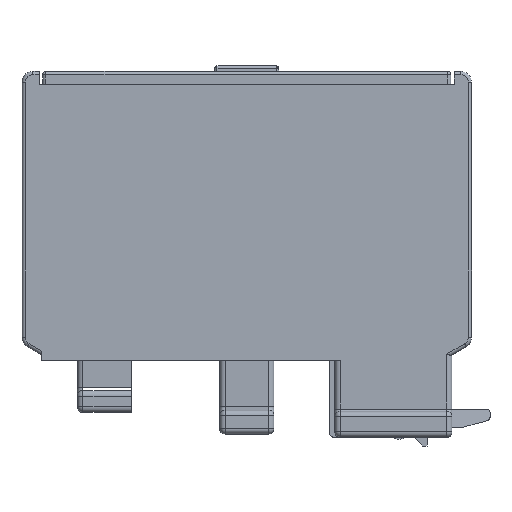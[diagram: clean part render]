
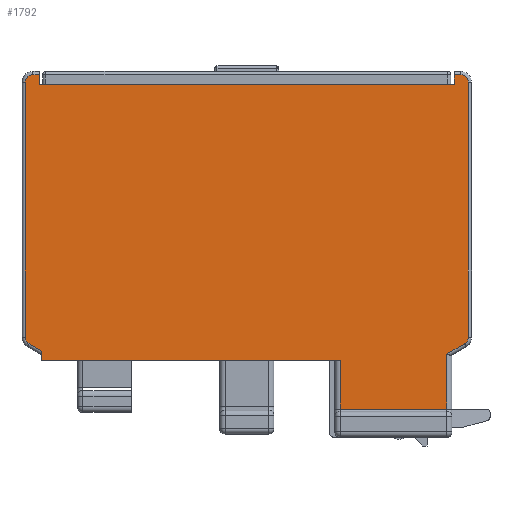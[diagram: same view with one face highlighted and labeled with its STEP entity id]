
A CAD part, left-side view. The second image highlights one B-rep face of the part: STEP entity #1792.
In plain terms, the highlighted planar face has unit normal (-1, 0, 0).
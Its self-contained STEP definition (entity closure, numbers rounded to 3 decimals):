
#1050=CIRCLE('',#19431,0.7);
#1056=CIRCLE('',#19439,0.7);
#1063=CIRCLE('',#19451,0.7);
#1170=CIRCLE('',#19698,0.7);
#1792=ADVANCED_FACE('',(#2941),#2374,.T.);
#2374=PLANE('',#19793);
#2941=FACE_OUTER_BOUND('',#3712,.T.);
#3712=EDGE_LOOP('',(#6034,#6035,#6036,#6037,#6038,#6039,#6040,#6041,#6042,
#6043,#6044,#6045,#6046,#6047,#6048,#6049,#6050,#6051));
#6034=ORIENTED_EDGE('',*,*,#12087,.F.);
#6035=ORIENTED_EDGE('',*,*,#12100,.F.);
#6036=ORIENTED_EDGE('',*,*,#12102,.F.);
#6037=ORIENTED_EDGE('',*,*,#12563,.F.);
#6038=ORIENTED_EDGE('',*,*,#12750,.T.);
#6039=ORIENTED_EDGE('',*,*,#12751,.T.);
#6040=ORIENTED_EDGE('',*,*,#12633,.T.);
#6041=ORIENTED_EDGE('',*,*,#11960,.F.);
#6042=ORIENTED_EDGE('',*,*,#12565,.F.);
#6043=ORIENTED_EDGE('',*,*,#12083,.F.);
#6044=ORIENTED_EDGE('',*,*,#12079,.F.);
#6045=ORIENTED_EDGE('',*,*,#12109,.F.);
#6046=ORIENTED_EDGE('',*,*,#12256,.T.);
#6047=ORIENTED_EDGE('',*,*,#12404,.F.);
#6048=ORIENTED_EDGE('',*,*,#12476,.F.);
#6049=ORIENTED_EDGE('',*,*,#12481,.F.);
#6050=ORIENTED_EDGE('',*,*,#12752,.F.);
#6051=ORIENTED_EDGE('',*,*,#12753,.F.);
#9477=VERTEX_POINT('',#27341);
#9479=VERTEX_POINT('',#27344);
#9591=VERTEX_POINT('',#27627);
#9592=VERTEX_POINT('',#27629);
#9593=VERTEX_POINT('',#27633);
#9595=VERTEX_POINT('',#27639);
#9597=VERTEX_POINT('',#27643);
#9606=VERTEX_POINT('',#27669);
#9608=VERTEX_POINT('',#27674);
#9611=VERTEX_POINT('',#27686);
#9732=VERTEX_POINT('',#28004);
#9859=VERTEX_POINT('',#28320);
#9916=VERTEX_POINT('',#28457);
#9918=VERTEX_POINT('',#28466);
#9976=VERTEX_POINT('',#28629);
#10016=VERTEX_POINT('',#28768);
#10113=VERTEX_POINT('',#29004);
#10114=VERTEX_POINT('',#29007);
#11960=EDGE_CURVE('',#9477,#9479,#14919,.T.);
#12079=EDGE_CURVE('',#9591,#9592,#1050,.T.);
#12083=EDGE_CURVE('',#9592,#9593,#14994,.T.);
#12087=EDGE_CURVE('',#9597,#9595,#1056,.T.);
#12100=EDGE_CURVE('',#9606,#9597,#15002,.T.);
#12102=EDGE_CURVE('',#9608,#9606,#1063,.T.);
#12109=EDGE_CURVE('',#9611,#9591,#15006,.T.);
#12256=EDGE_CURVE('',#9611,#9732,#15101,.T.);
#12404=EDGE_CURVE('',#9859,#9732,#15216,.T.);
#12476=EDGE_CURVE('',#9916,#9859,#15252,.T.);
#12481=EDGE_CURVE('',#9918,#9916,#15254,.T.);
#12563=EDGE_CURVE('',#9976,#9608,#15309,.T.);
#12565=EDGE_CURVE('',#9593,#9477,#1170,.T.);
#12633=EDGE_CURVE('',#10016,#9479,#15340,.T.);
#12750=EDGE_CURVE('',#9976,#10113,#15450,.T.);
#12751=EDGE_CURVE('',#10113,#10016,#15451,.T.);
#12752=EDGE_CURVE('',#10114,#9918,#15452,.T.);
#12753=EDGE_CURVE('',#9595,#10114,#15453,.T.);
#14919=LINE('',#27343,#17202);
#14994=LINE('',#27636,#17277);
#15002=LINE('',#27670,#17285);
#15006=LINE('',#27687,#17289);
#15101=LINE('',#28005,#17384);
#15216=LINE('',#28321,#17499);
#15252=LINE('',#28459,#17535);
#15254=LINE('',#28467,#17537);
#15309=LINE('',#28630,#17592);
#15340=LINE('',#28767,#17623);
#15450=LINE('',#29003,#17733);
#15451=LINE('',#29005,#17734);
#15452=LINE('',#29006,#17735);
#15453=LINE('',#29008,#17736);
#17202=VECTOR('',#21690,1.);
#17277=VECTOR('',#21897,1.);
#17285=VECTOR('',#21933,1.);
#17289=VECTOR('',#21953,1.);
#17384=VECTOR('',#22214,1.);
#17499=VECTOR('',#22453,1.);
#17535=VECTOR('',#22577,1.);
#17537=VECTOR('',#22589,1.);
#17592=VECTOR('',#22736,1.);
#17623=VECTOR('',#22901,1.);
#17733=VECTOR('',#23069,1.);
#17734=VECTOR('',#23070,1.);
#17735=VECTOR('',#23071,1.);
#17736=VECTOR('',#23072,1.);
#19431=AXIS2_PLACEMENT_3D('',#27628,#21888,#21889);
#19439=AXIS2_PLACEMENT_3D('',#27644,#21906,#21907);
#19451=AXIS2_PLACEMENT_3D('',#27675,#21938,#21939);
#19698=AXIS2_PLACEMENT_3D('',#28633,#22740,#22741);
#19793=AXIS2_PLACEMENT_3D('',#29009,#23073,#23074);
#21690=DIRECTION('',(0.,-1.,0.));
#21888=DIRECTION('',(1.,0.,0.));
#21889=DIRECTION('',(0.,0.866,-0.5));
#21897=DIRECTION('',(0.,0.,1.));
#21906=DIRECTION('',(1.,0.,0.));
#21907=DIRECTION('',(0.,-0.866,-0.5));
#21933=DIRECTION('',(0.,0.,-1.));
#21938=DIRECTION('',(1.,0.,0.));
#21939=DIRECTION('',(0.,-0.707,0.707));
#21953=DIRECTION('',(0.,0.866,0.5));
#22214=DIRECTION('',(0.,0.,-1.));
#22453=DIRECTION('',(0.,1.,0.));
#22577=DIRECTION('',(0.,0.,1.));
#22589=DIRECTION('',(0.,1.,0.));
#22736=DIRECTION('',(0.,-1.,0.));
#22740=DIRECTION('',(1.,0.,0.));
#22741=DIRECTION('',(0.,0.707,0.707));
#22901=DIRECTION('',(0.,0.,1.));
#23069=DIRECTION('',(0.,0.,-1.));
#23070=DIRECTION('',(0.,1.,0.));
#23071=DIRECTION('',(0.,0.,-1.));
#23072=DIRECTION('',(0.,0.866,-0.5));
#23073=DIRECTION('',(-1.,0.,0.));
#23074=DIRECTION('',(0.,0.,1.));
#27341=CARTESIAN_POINT('',(-10.8,19.7,26.3));
#27343=CARTESIAN_POINT('',(-10.8,19.7,26.3));
#27344=CARTESIAN_POINT('',(-10.8,19.091,26.3));
#27627=CARTESIAN_POINT('',(-10.8,20.05,1.51));
#27628=CARTESIAN_POINT('',(-10.8,19.7,2.116));
#27629=CARTESIAN_POINT('',(-10.8,20.4,2.116));
#27633=CARTESIAN_POINT('',(-10.8,20.4,25.6));
#27636=CARTESIAN_POINT('',(-10.8,20.4,2.116));
#27639=CARTESIAN_POINT('',(-10.8,-20.05,1.51));
#27643=CARTESIAN_POINT('',(-10.8,-20.4,2.116));
#27644=CARTESIAN_POINT('',(-10.8,-19.7,2.116));
#27669=CARTESIAN_POINT('',(-10.8,-20.4,25.6));
#27670=CARTESIAN_POINT('',(-10.8,-20.4,25.6));
#27674=CARTESIAN_POINT('',(-10.8,-19.7,26.3));
#27675=CARTESIAN_POINT('',(-10.8,-19.7,25.6));
#27686=CARTESIAN_POINT('',(-10.8,18.9,0.846));
#27687=CARTESIAN_POINT('',(-10.8,18.9,0.846));
#28004=CARTESIAN_POINT('',(-10.8,18.9,0.));
#28005=CARTESIAN_POINT('',(-10.8,18.9,0.846));
#28320=CARTESIAN_POINT('',(-10.8,-8.6,0.));
#28321=CARTESIAN_POINT('',(-10.8,-8.6,0.));
#28457=CARTESIAN_POINT('',(-10.8,-8.6,-4.5));
#28459=CARTESIAN_POINT('',(-10.8,-8.6,-4.6));
#28466=CARTESIAN_POINT('',(-10.8,-18.4,-4.5));
#28467=CARTESIAN_POINT('',(-10.8,-18.4,-4.5));
#28629=CARTESIAN_POINT('',(-10.8,-19.091,26.3));
#28630=CARTESIAN_POINT('',(-10.8,-19.1,26.3));
#28633=CARTESIAN_POINT('',(-10.8,19.7,25.6));
#28767=CARTESIAN_POINT('',(-10.8,19.091,26.));
#28768=CARTESIAN_POINT('',(-10.8,19.091,25.4));
#29003=CARTESIAN_POINT('',(-10.8,-19.091,26.));
#29004=CARTESIAN_POINT('',(-10.8,-19.091,25.4));
#29005=CARTESIAN_POINT('',(-10.8,-19.1,25.4));
#29006=CARTESIAN_POINT('',(-10.8,-18.4,0.558));
#29007=CARTESIAN_POINT('',(-10.8,-18.4,0.558));
#29008=CARTESIAN_POINT('',(-10.8,-20.05,1.51));
#29009=CARTESIAN_POINT('',(-10.8,-20.7,0.));
